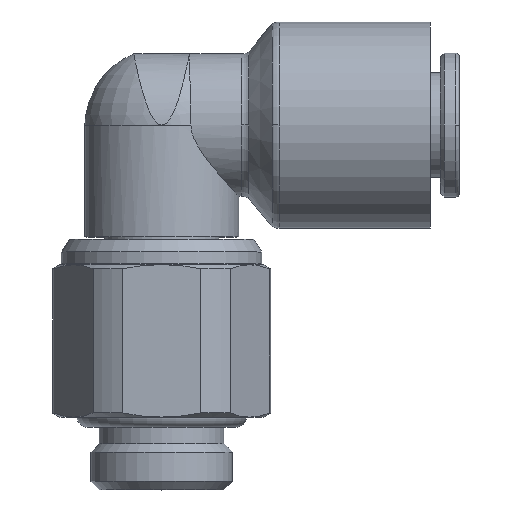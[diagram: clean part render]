
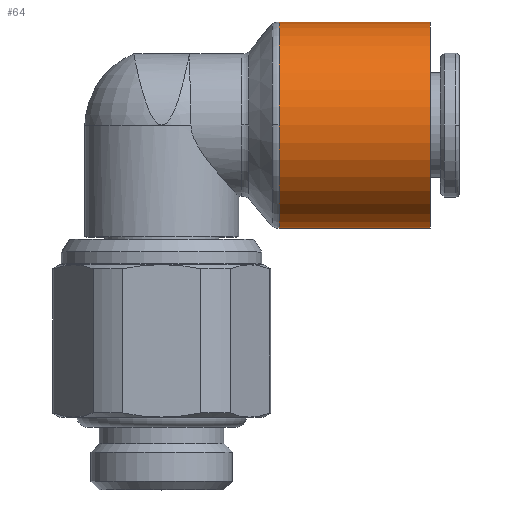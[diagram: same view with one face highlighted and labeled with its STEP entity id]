
A CAD part, top view. The second image highlights one B-rep face of the part: STEP entity #64.
In plain terms, the highlighted cylindrical face has radius 7.1 mm (diameter 14.2 mm), a partial arc.
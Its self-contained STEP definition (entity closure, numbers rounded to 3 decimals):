
#64=ADVANCED_FACE('',(#171),#172,.T.);
#171=FACE_OUTER_BOUND('',#354,.T.);
#172=CYLINDRICAL_SURFACE('',#355,7.1);
#354=EDGE_LOOP('',(#631,#632,#633,#634,#635));
#355=AXIS2_PLACEMENT_3D('',#636,#637,#638);
#631=ORIENTED_EDGE('',*,*,#1252,.F.);
#632=ORIENTED_EDGE('',*,*,#1253,.T.);
#633=ORIENTED_EDGE('',*,*,#1254,.T.);
#634=ORIENTED_EDGE('',*,*,#1255,.F.);
#635=ORIENTED_EDGE('',*,*,#1256,.F.);
#636=CARTESIAN_POINT('',(13.296,25.115,0.0));
#637=DIRECTION('',(1.0,0.0,0.0));
#638=DIRECTION('',(0.0,1.0,0.0));
#1252=EDGE_CURVE('',#1516,#1517,#1518,.T.);
#1253=EDGE_CURVE('',#1516,#1519,#1520,.T.);
#1254=EDGE_CURVE('',#1519,#1521,#1522,.T.);
#1255=EDGE_CURVE('',#1523,#1521,#1524,.T.);
#1256=EDGE_CURVE('',#1517,#1523,#1525,.T.);
#1516=VERTEX_POINT('',#2130);
#1517=VERTEX_POINT('',#2131);
#1518=LINE('',#2132,#2133);
#1519=VERTEX_POINT('',#2134);
#1520=CIRCLE('',#2135,7.1);
#1521=VERTEX_POINT('',#2136);
#1522=CIRCLE('',#2137,7.1);
#1523=VERTEX_POINT('',#2138);
#1524=LINE('',#2139,#2140);
#1525=CIRCLE('',#2141,7.1);
#2130=CARTESIAN_POINT('',(8.093,32.215,0.0));
#2131=CARTESIAN_POINT('',(18.5,32.215,0.0));
#2132=CARTESIAN_POINT('',(13.296,32.215,0.));
#2133=VECTOR('',#2984,1.0);
#2134=CARTESIAN_POINT('',(8.093,25.115,7.1));
#2135=AXIS2_PLACEMENT_3D('',#2985,#2986,#2987);
#2136=CARTESIAN_POINT('',(8.093,18.015,0.));
#2137=AXIS2_PLACEMENT_3D('',#2988,#2989,#2990);
#2138=CARTESIAN_POINT('',(18.5,18.015,0.));
#2139=CARTESIAN_POINT('',(13.296,18.015,0.));
#2140=VECTOR('',#2991,1.0);
#2141=AXIS2_PLACEMENT_3D('',#2992,#2993,#2994);
#2984=DIRECTION('',(1.0,0.0,0.0));
#2985=CARTESIAN_POINT('',(8.093,25.115,0.0));
#2986=DIRECTION('',(1.0,0.0,0.0));
#2987=DIRECTION('',(0.0,1.0,0.0));
#2988=CARTESIAN_POINT('',(8.093,25.115,0.0));
#2989=DIRECTION('',(1.0,0.0,0.0));
#2990=DIRECTION('',(0.0,1.0,0.0));
#2991=DIRECTION('',(-1.0,-0.0,-0.0));
#2992=CARTESIAN_POINT('',(18.5,25.115,0.0));
#2993=DIRECTION('',(1.0,0.0,0.0));
#2994=DIRECTION('',(0.0,1.0,0.0));
